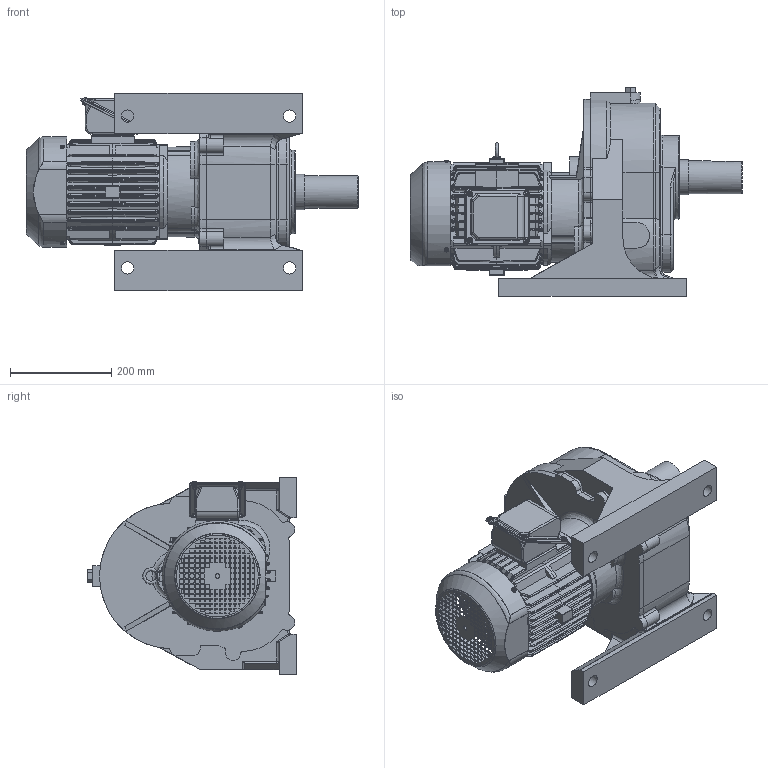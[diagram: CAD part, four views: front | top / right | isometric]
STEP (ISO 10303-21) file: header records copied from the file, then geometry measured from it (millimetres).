
FILE_DESCRIPTION (( 'STEP AP214' ), '1' );
FILE_NAME ('EK2DO07673H001_F1HM_2.2KW_R75_CUSTOMER.stp', '2022-08-11T01:58:40', ( '' ), ( '' ), 'SwSTEP 2.0', 'SolidWorks 2021', '' );
FILE_SCHEMA (( 'AUTOMOTIVE_DESIGN' ));
Length unit declared in the file: millimetre
Products named in the file (1): EK2DO07673H001_F1HM_2.2KW_R75_CUSTOMER
Bounding box: 655.5 x 412 x 390 mm (x, y, z)
Volume: 27956505.6 mm3; surface area: 1486130.8 mm2
Topology: 17 solids, 17 shells, 3256 faces, 8637 edges, 5427 vertices
Faces by surface type: cylinder 1341, plane 1288, bspline 570, cone 56, torus 1
Full cylindrical faces by diameter (mm): 4.917 x4, 5 x3, 6 x9, 6.647 x7, 7 x8, 8 x5, 9 x1, 10.5 x4, 12 x9, 13 x2, 16 x1, 18 x1, 19.242 x1, 24 x4, 40 x1, 45 x1, 65 x1, 70 x1, 165 x1, 182 x2
Entity records: 161020 total; most frequent: CARTESIAN_POINT 47524, ORIENTED_EDGE 16982, DIRECTION 14979, EDGE_CURVE 8491, VERTEX_POINT 5404, AXIS2_PLACEMENT_3D 5219, LINE 4541, VECTOR 4541
